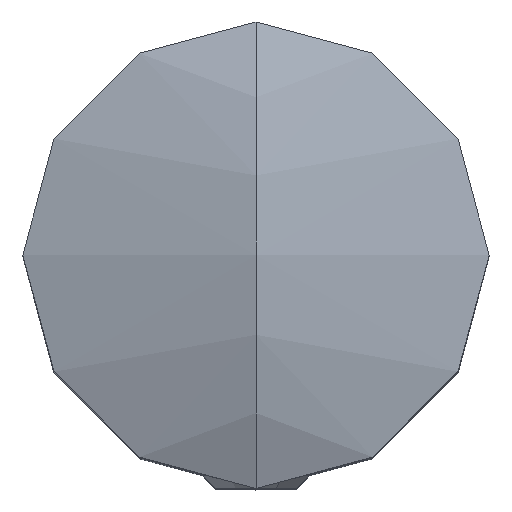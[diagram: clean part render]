
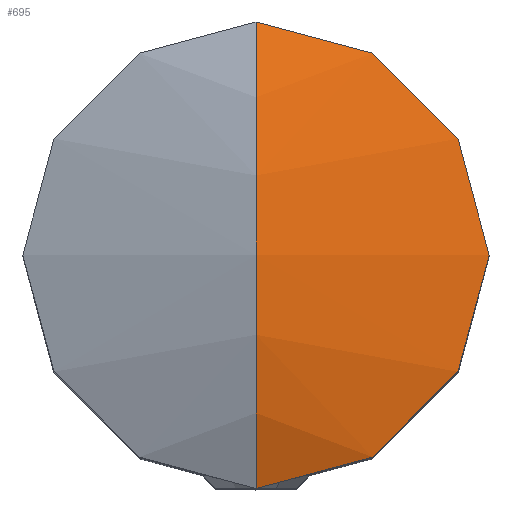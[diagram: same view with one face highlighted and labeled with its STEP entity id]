
A CAD part, top view. The second image highlights one B-rep face of the part: STEP entity #695.
In plain terms, the highlighted spherical face has radius 28 mm.
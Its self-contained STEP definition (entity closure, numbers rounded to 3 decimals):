
#574 = DIRECTION ( 'NONE',  ( -1., 0., 0. ) ) ;
#695 = ADVANCED_FACE ( 'NONE', ( #12421 ), #20770, .T. ) ;
#1117 = CARTESIAN_POINT ( 'NONE',  ( 0., 0., 8.749 ) ) ;
#2148 = DIRECTION ( 'NONE',  ( 0., 0., -1. ) ) ;
#2565 = CIRCLE ( 'NONE', #15097, 28. ) ;
#2617 = DIRECTION ( 'NONE',  ( -1., 0., 0. ) ) ;
#2854 = CARTESIAN_POINT ( 'NONE',  ( 0., 0., -17. ) ) ;
#4530 = DIRECTION ( 'NONE',  ( 0., 1., 0. ) ) ;
#6185 = DIRECTION ( 'NONE',  ( 0., 0., -1. ) ) ;
#6206 = ORIENTED_EDGE ( 'NONE', *, *, #9137, .F. ) ;
#7181 = EDGE_CURVE ( 'NONE', #7524, #14158, #21417, .T. ) ;
#7185 = CARTESIAN_POINT ( 'NONE',  ( 0., 0., 8.749 ) ) ;
#7524 = VERTEX_POINT ( 'NONE', #12153 ) ;
#7875 = DIRECTION ( 'NONE',  ( -1., 0., 0. ) ) ;
#7963 = ORIENTED_EDGE ( 'NONE', *, *, #7181, .F. ) ;
#8658 = AXIS2_PLACEMENT_3D ( 'NONE', #1117, #6185, #7875 ) ;
#9114 = DIRECTION ( 'NONE',  ( 1., 0., 0. ) ) ;
#9137 = EDGE_CURVE ( 'NONE', #10628, #7524, #16441, .T. ) ;
#10043 = ORIENTED_EDGE ( 'NONE', *, *, #18673, .T. ) ;
#10628 = VERTEX_POINT ( 'NONE', #16957 ) ;
#10943 = DIRECTION ( 'NONE',  ( 0., 0., 1. ) ) ;
#11252 = EDGE_LOOP ( 'NONE', ( #6206, #10043, #16370, #7963 ) ) ;
#12153 = CARTESIAN_POINT ( 'NONE',  ( 0., 11., 8.749 ) ) ;
#12421 = FACE_OUTER_BOUND ( 'NONE', #11252, .T. ) ;
#12654 = DIRECTION ( 'NONE',  ( 1., 0., 0. ) ) ;
#12917 = CARTESIAN_POINT ( 'NONE',  ( 0., -11., 8.749 ) ) ;
#13802 = EDGE_CURVE ( 'NONE', #14158, #15139, #13897, .T. ) ;
#13897 = CIRCLE ( 'NONE', #17812, 11. ) ;
#14038 = AXIS2_PLACEMENT_3D ( 'NONE', #14312, #2617, #10943 ) ;
#14158 = VERTEX_POINT ( 'NONE', #19798 ) ;
#14312 = CARTESIAN_POINT ( 'NONE',  ( 0., 0., -17. ) ) ;
#15097 = AXIS2_PLACEMENT_3D ( 'NONE', #17703, #9114, #15909 ) ;
#15139 = VERTEX_POINT ( 'NONE', #12917 ) ;
#15909 = DIRECTION ( 'NONE',  ( 0., 1., 0. ) ) ;
#16370 = ORIENTED_EDGE ( 'NONE', *, *, #13802, .F. ) ;
#16441 = CIRCLE ( 'NONE', #14038, 28. ) ;
#16957 = CARTESIAN_POINT ( 'NONE',  ( 0., 0., 11. ) ) ;
#17703 = CARTESIAN_POINT ( 'NONE',  ( 0., 0., -17. ) ) ;
#17812 = AXIS2_PLACEMENT_3D ( 'NONE', #7185, #2148, #574 ) ;
#18673 = EDGE_CURVE ( 'NONE', #10628, #15139, #2565, .T. ) ;
#19707 = AXIS2_PLACEMENT_3D ( 'NONE', #2854, #12654, #4530 ) ;
#19798 = CARTESIAN_POINT ( 'NONE',  ( 11., 0., 8.749 ) ) ;
#20770 = SPHERICAL_SURFACE ( 'NONE', #19707, 28. ) ;
#21417 = CIRCLE ( 'NONE', #8658, 11. ) ;
